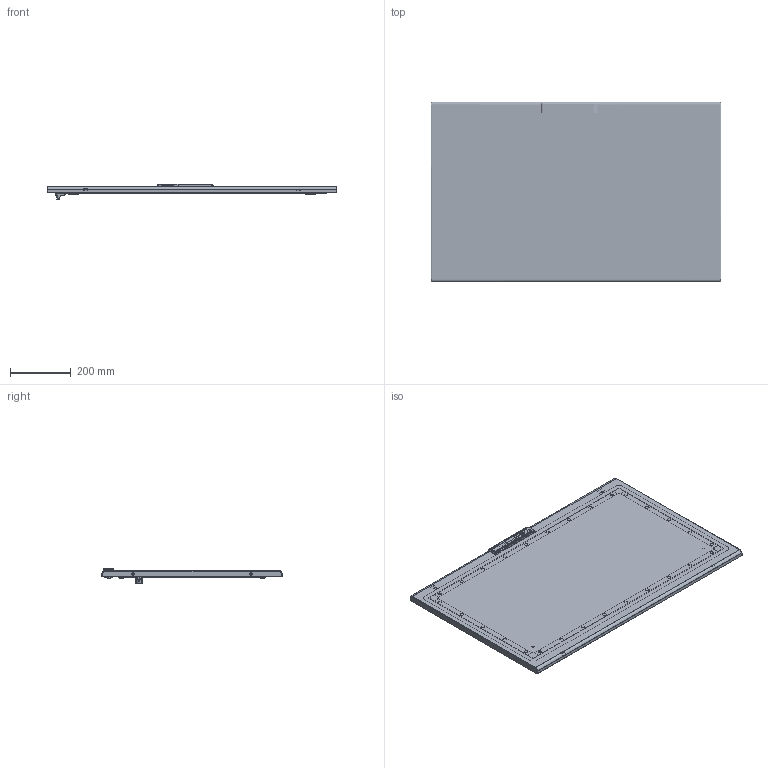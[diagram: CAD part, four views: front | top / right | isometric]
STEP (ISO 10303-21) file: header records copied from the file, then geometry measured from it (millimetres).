
FILE_DESCRIPTION (( 'STEP AP203' ), '1' );
FILE_NAME ('1000x600.STEP', '2011-12-22T05:03:32', ( 'User' ), ( 'DKC' ), 'SwSTEP 2.0', 'SolidWorks 2011', '' );
FILE_SCHEMA (( 'CONFIG_CONTROL_DESIGN' ));
Products named in the file (32): 1000x600; Sostegno autoallineante per porta AC00C446; Çåðêàëüíî îòðàçèòüterminator for door.SLDPRT; Çåðêàëüíî îòðàçèòüribattino AC00C377; Çåðêàëüíî îòðàçèòüboccola AC00C378; terminator for door.SLDPRT; boccola AC00C378; ribattino AC00C377; AC00C254_Default; Hex Flange Bolt M6x10_ISO 4162 - M6 x 12 x 12-S; Wood screw 4.2x13_R5A07; Nut M6_Hexagon Nut ISO - 4034 - M6 - S; AC00C183_Default; AC00C184 dado telaio interno porta_Default; end-cap_AC00C061; land; hinge AC00C170_Default; distanziale di gomma per RAM BLOCK_AC00C390; linguetta_AC00C387; ASTINA Inferiore_1000; ASTINA Superiore_1000; RAMBLOCK montata modificated_Default; Ingranaggio per cariglione modificated_AC00C388; inserto chiave per maniglia RAM BLOCK_AC00C389; Sealing ring; basetta esterna_AC00C506; maniglia RAM BLOCK modificated_AC00C505; AC00C400 Quadro IP55 Guida aste_Default; Montante verticale + Traversa orizzontale interno porta_Traversa orizzontale-verticale 1000; Montante verticale + Traversa orizzontale interno porta_Traversa orizzontale 600; sealant for sviluppo porta quadro_1000x600; Sviluppo porta quadro_1000x600
Assembly tree (56 placements, depth 3):
  1000x600
    land  x8
    AC00C184 dado telaio interno porta_Default  x4
    Wood screw 4.2x13_R5A07  x5
    Sostegno autoallineante per porta AC00C446
    RAMBLOCK montata modificated_Default
      maniglia RAM BLOCK modificated_AC00C505
      Ingranaggio per cariglione modificated_AC00C388
      inserto chiave per maniglia RAM BLOCK_AC00C389
      Sealing ring
      basetta esterna_AC00C506
    Çåðêàëüíî îòðàçèòüterminator for door.SLDPRT
      Çåðêàëüíî îòðàçèòüribattino AC00C377
      Çåðêàëüíî îòðàçèòüboccola AC00C378
    terminator for door.SLDPRT
      ribattino AC00C377
      boccola AC00C378
    ASTINA Inferiore_1000
    AC00C254_Default  x2
    linguetta_AC00C387
    Montante verticale + Traversa orizzontale interno porta_Traversa orizzontale-verticale 1000  x2
    AC00C183_Default  x4
    Montante verticale + Traversa orizzontale interno porta_Traversa orizzontale 600  x2
    Hex Flange Bolt M6x10_ISO 4162 - M6 x 12 x 12-S
    end-cap_AC00C061  x2
    hinge AC00C170_Default  x2
    distanziale di gomma per RAM BLOCK_AC00C390  x2
    AC00C400 Quadro IP55 Guida aste_Default  x2
    sealant for sviluppo porta quadro_1000x600
    Nut M6_Hexagon Nut ISO - 4034 - M6 - S  x2
    Sviluppo porta quadro_1000x600
    ASTINA Superiore_1000
Bounding box: 955 x 594 x 52.66 mm (x, y, z)
Volume: 1891833.7 mm3; surface area: 1872514.8 mm2
Topology: 61 solids, 61 shells, 6227 faces, 17100 edges, 11094 vertices
Faces by surface type: bspline 2299, plane 1947, cylinder 1554, cone 365, torus 44, sphere 18
Entity records: 141343 total; most frequent: CARTESIAN_POINT 89183, ORIENTED_EDGE 10728, DIRECTION 9119, EDGE_CURVE 5364, VERTEX_POINT 3436, AXIS2_PLACEMENT_3D 3177, VECTOR 2765, LINE 2765
